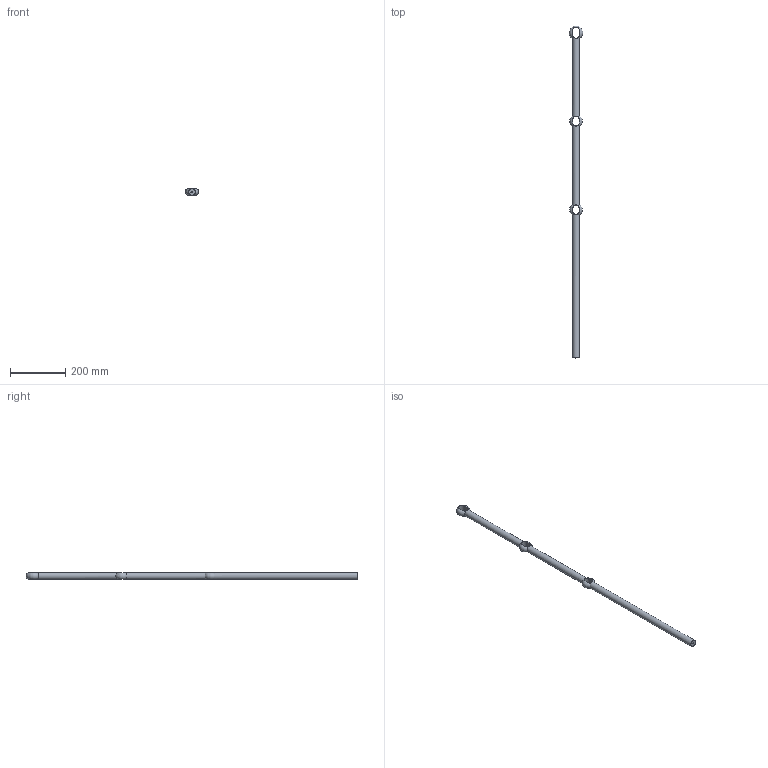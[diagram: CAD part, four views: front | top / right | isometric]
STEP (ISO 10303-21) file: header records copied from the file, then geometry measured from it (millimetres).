
FILE_DESCRIPTION (( 'STEP AP203' ), '1' );
FILE_NAME ('18533.STEP', '2023-04-26T09:16:27', ( '' ), ( '' ), 'SwSTEP 2.0', 'SolidWorks 2018', '' );
FILE_SCHEMA (( 'CONFIG_CONTROL_DESIGN' ));
Length unit declared in the file: millimetre
Products named in the file (1): 18533
Bounding box: 48.96 x 1199.81 x 25 mm (x, y, z)
Volume: 582103.5 mm3; surface area: 105727.3 mm2
Topology: 2 solids, 2 shells, 214 faces, 594 edges, 395 vertices
Faces by surface type: bspline 101, plane 99, cylinder 10, torus 4
Full cylindrical faces by diameter (mm): 25 x2
Entity records: 12800 total; most frequent: CARTESIAN_POINT 8063, ORIENTED_EDGE 1172, EDGE_CURVE 586, DIRECTION 567, VERTEX_POINT 391, LINE 337, VECTOR 337, B_SPLINE_CURVE_WITH_KNOTS 246
